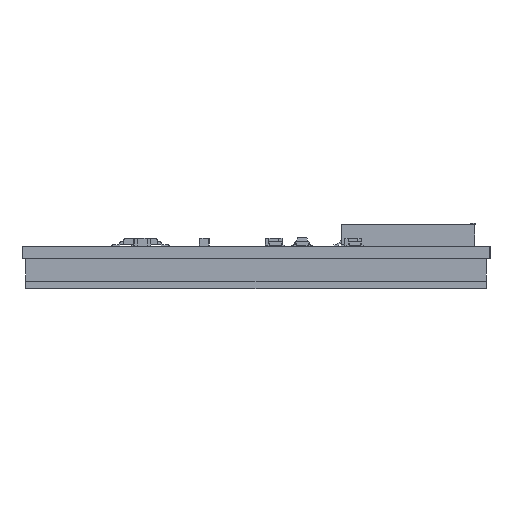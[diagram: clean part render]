
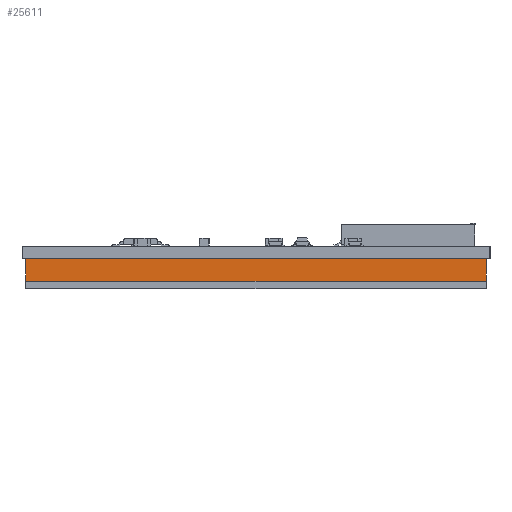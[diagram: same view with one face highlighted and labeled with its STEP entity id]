
A CAD part, left-side view. The second image highlights one B-rep face of the part: STEP entity #25611.
In plain terms, the highlighted face is planar.
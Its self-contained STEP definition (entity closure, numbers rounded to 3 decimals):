
#589 = AXIS2_PLACEMENT_3D ( 'NONE', #35494, #2618, #32571 ) ;
#1991 = ORIENTED_EDGE ( 'NONE', *, *, #39147, .T. ) ;
#2618 = DIRECTION ( 'NONE',  ( 1., 0., 0. ) ) ;
#4251 = VECTOR ( 'NONE', #11703, 1000. ) ;
#4314 = CARTESIAN_POINT ( 'NONE',  ( 47.25, -30.5, 0. ) ) ;
#6302 = LINE ( 'NONE', #13370, #36600 ) ;
#9269 = LINE ( 'NONE', #36062, #17532 ) ;
#9754 = DIRECTION ( 'NONE',  ( 0., 1., 0. ) ) ;
#11229 = VERTEX_POINT ( 'NONE', #35553 ) ;
#11703 = DIRECTION ( 'NONE',  ( 0., 1., 0. ) ) ;
#13370 = CARTESIAN_POINT ( 'NONE',  ( 47.25, 30.5, 0. ) ) ;
#17532 = VECTOR ( 'NONE', #9754, 1000. ) ;
#17833 = ORIENTED_EDGE ( 'NONE', *, *, #21364, .F. ) ;
#17849 = VERTEX_POINT ( 'NONE', #34368 ) ;
#18030 = VECTOR ( 'NONE', #45226, 1000. ) ;
#18127 = VERTEX_POINT ( 'NONE', #44541 ) ;
#19249 = CARTESIAN_POINT ( 'NONE',  ( 47.25, -30.5, 0. ) ) ;
#21364 = EDGE_CURVE ( 'NONE', #11229, #18127, #9269, .T. ) ;
#23338 = FACE_OUTER_BOUND ( 'NONE', #28074, .T. ) ;
#25611 = ADVANCED_FACE ( 'NONE', ( #23338 ), #43044, .T. ) ;
#27218 = CARTESIAN_POINT ( 'NONE',  ( 47.25, -30.5, 0. ) ) ;
#27745 = DIRECTION ( 'NONE',  ( 0., 0., 1. ) ) ;
#28074 = EDGE_LOOP ( 'NONE', ( #1991, #43332, #17833, #46391 ) ) ;
#30252 = EDGE_CURVE ( 'NONE', #17849, #18127, #6302, .T. ) ;
#30624 = LINE ( 'NONE', #27218, #18030 ) ;
#32571 = DIRECTION ( 'NONE',  ( 0., 1., 0. ) ) ;
#33424 = EDGE_CURVE ( 'NONE', #33506, #11229, #30624, .T. ) ;
#33506 = VERTEX_POINT ( 'NONE', #4314 ) ;
#34368 = CARTESIAN_POINT ( 'NONE',  ( 47.25, 30.5, 0. ) ) ;
#35494 = CARTESIAN_POINT ( 'NONE',  ( 47.25, -30.5, 0. ) ) ;
#35553 = CARTESIAN_POINT ( 'NONE',  ( 47.25, -30.5, 3. ) ) ;
#36062 = CARTESIAN_POINT ( 'NONE',  ( 47.25, -30.5, 3. ) ) ;
#36600 = VECTOR ( 'NONE', #27745, 1000. ) ;
#37541 = LINE ( 'NONE', #19249, #4251 ) ;
#39147 = EDGE_CURVE ( 'NONE', #33506, #17849, #37541, .T. ) ;
#43044 = PLANE ( 'NONE',  #589 ) ;
#43332 = ORIENTED_EDGE ( 'NONE', *, *, #30252, .T. ) ;
#44541 = CARTESIAN_POINT ( 'NONE',  ( 47.25, 30.5, 3. ) ) ;
#45226 = DIRECTION ( 'NONE',  ( 0., 0., 1. ) ) ;
#46391 = ORIENTED_EDGE ( 'NONE', *, *, #33424, .F. ) ;
